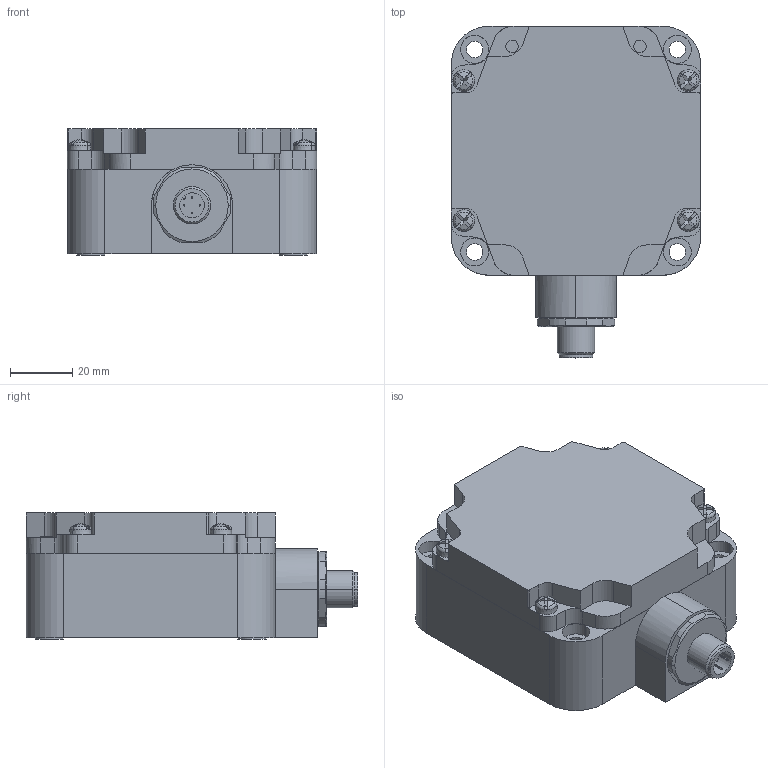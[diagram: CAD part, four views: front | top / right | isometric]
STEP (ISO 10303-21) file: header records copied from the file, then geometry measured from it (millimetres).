
FILE_DESCRIPTION(('modularis output'),'2;1');
FILE_NAME('Ni75U-CP80-AP6X2-H1141.stp','10:49:39 2003/11/13',( 'modularis software ag'),('modularis software ag'), 'unknown preprocess','ACIS','unknown authorization');
FILE_SCHEMA(('CONFIG_CONTROL_DESIGN {UNKNOWN IMPLEMENTATION LEVEL}'));
Length unit declared in the file: millimetre
Products named in the file (1): PRODUCT_ID_2
Bounding box: 80 x 106.5 x 40.5 mm (x, y, z)
Volume: 242797.3 mm3; surface area: 30370.3 mm2
Topology: 1 solids, 2 shells, 275 faces, 715 edges, 454 vertices
Faces by surface type: plane 143, cylinder 86, bspline 16, cone 14, torus 8, sphere 8
Entity records: 7844 total; most frequent: CARTESIAN_POINT 1931, ORIENTED_EDGE 1398, DIRECTION 992, EDGE_CURVE 699, VERTEX_POINT 450, AXIS2_PLACEMENT_3D 335, VECTOR 322, LINE 322
